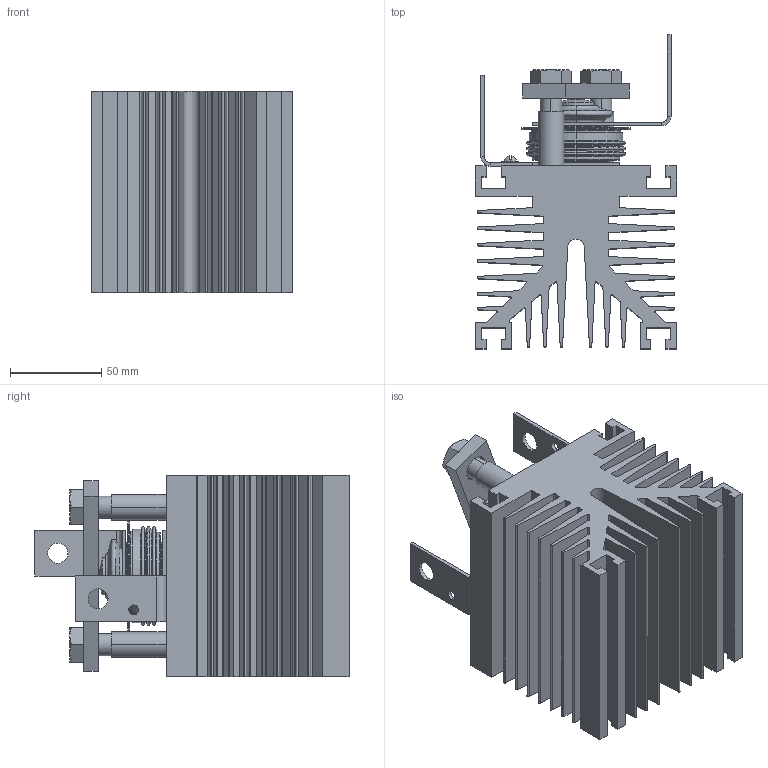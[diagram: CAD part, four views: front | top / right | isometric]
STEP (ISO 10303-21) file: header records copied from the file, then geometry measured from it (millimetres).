
FILE_DESCRIPTION (( 'STEP AP214' ), '1' );
FILE_NAME ('O242.STEP', '2021-04-19T11:45:37', ( '' ), ( '' ), 'SwSTEP 2.0', 'SolidWorks 2018', '' );
FILE_SCHEMA (( 'AUTOMOTIVE_DESIGN' ));
Length unit declared in the file: millimetre
Products named in the file (1): O242
Bounding box: 110 x 171.72 x 110 mm (x, y, z)
Volume: 722344.8 mm3; surface area: 276763.1 mm2
Topology: 19 solids, 19 shells, 486 faces, 1178 edges, 741 vertices
Faces by surface type: plane 205, cylinder 171, cone 54, torus 52, sphere 4
Entity records: 19898 total; most frequent: DIRECTION 2626, CARTESIAN_POINT 2542, ORIENTED_EDGE 2340, EDGE_CURVE 1170, AXIS2_PLACEMENT_3D 993, VERTEX_POINT 741, LINE 640, VECTOR 640
